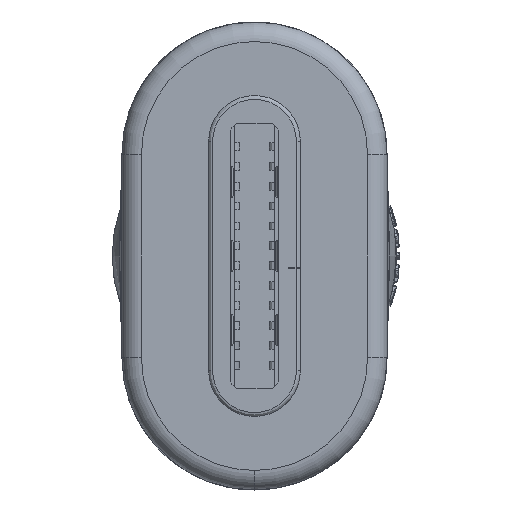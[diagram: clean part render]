
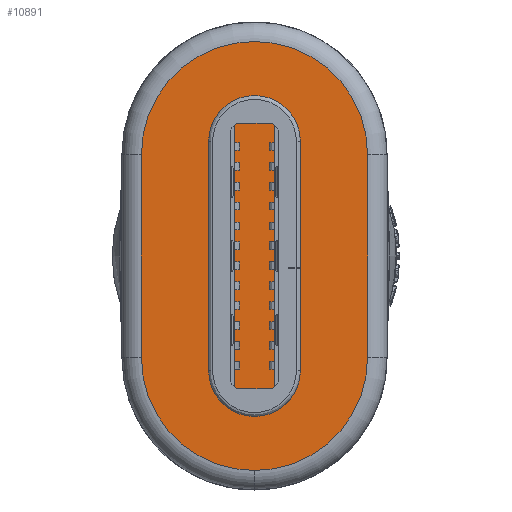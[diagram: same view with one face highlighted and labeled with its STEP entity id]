
A CAD part, left-side view. The second image highlights one B-rep face of the part: STEP entity #10891.
In plain terms, the highlighted planar face has unit normal (-1, 0, 0).
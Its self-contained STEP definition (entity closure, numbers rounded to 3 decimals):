
#98 = VECTOR ( 'NONE', #14861, 1000. ) ;
#208 = LINE ( 'NONE', #10820, #10935 ) ;
#304 = LINE ( 'NONE', #12507, #98 ) ;
#980 = DIRECTION ( 'NONE',  ( -1., 0., 0. ) ) ;
#1367 = EDGE_CURVE ( 'NONE', #10726, #13760, #304, .T. ) ;
#2768 = FACE_OUTER_BOUND ( 'NONE', #8476, .T. ) ;
#3086 = CARTESIAN_POINT ( 'NONE',  ( 0., -2.9, 2.6 ) ) ;
#3452 = EDGE_CURVE ( 'NONE', #13550, #15507, #208, .T. ) ;
#3597 = CARTESIAN_POINT ( 'NONE',  ( 0., 0., 2.6 ) ) ;
#3806 = EDGE_CURVE ( 'NONE', #13760, #15375, #3923, .T. ) ;
#3923 = CIRCLE ( 'NONE', #11958, 2.9 ) ;
#4034 = CARTESIAN_POINT ( 'NONE',  ( 0., 2.9, 2.6 ) ) ;
#4460 = DIRECTION ( 'NONE',  ( 0., 0., -1. ) ) ;
#4895 = AXIS2_PLACEMENT_3D ( 'NONE', #3597, #8300, #5958 ) ;
#5412 = PLANE ( 'NONE',  #14185 ) ;
#5958 = DIRECTION ( 'NONE',  ( 0., 0., -1. ) ) ;
#7574 = ORIENTED_EDGE ( 'NONE', *, *, #3806, .T. ) ;
#7620 = CARTESIAN_POINT ( 'NONE',  ( 0., 0., 2.6 ) ) ;
#7653 = CIRCLE ( 'NONE', #4895, 2.9 ) ;
#8300 = DIRECTION ( 'NONE',  ( -1., 0., 0. ) ) ;
#8476 = EDGE_LOOP ( 'NONE', ( #7574, #11761, #11530, #14240, #13720 ) ) ;
#9446 = CIRCLE ( 'NONE', #14486, 2.9 ) ;
#9800 = DIRECTION ( 'NONE',  ( 0., 0., 1. ) ) ;
#10726 = VERTEX_POINT ( 'NONE', #4034 ) ;
#10820 = CARTESIAN_POINT ( 'NONE',  ( 0., -2.9, 2.6 ) ) ;
#10832 = DIRECTION ( 'NONE',  ( 0., 0., -1. ) ) ;
#10891 = ADVANCED_FACE ( 'NONE', ( #2768 ), #5412, .F. ) ;
#10935 = VECTOR ( 'NONE', #9800, 1000. ) ;
#11530 = ORIENTED_EDGE ( 'NONE', *, *, #3452, .T. ) ;
#11761 = ORIENTED_EDGE ( 'NONE', *, *, #15068, .T. ) ;
#11958 = AXIS2_PLACEMENT_3D ( 'NONE', #14201, #980, #4460 ) ;
#12338 = DIRECTION ( 'NONE',  ( 0., 0., -1. ) ) ;
#12507 = CARTESIAN_POINT ( 'NONE',  ( 0., 2.9, 2.6 ) ) ;
#13324 = CARTESIAN_POINT ( 'NONE',  ( 0., 2.9, -2.6 ) ) ;
#13440 = DIRECTION ( 'NONE',  ( -1., 0., 0. ) ) ;
#13501 = CARTESIAN_POINT ( 'NONE',  ( 0., -2.9, -2.6 ) ) ;
#13550 = VERTEX_POINT ( 'NONE', #13501 ) ;
#13720 = ORIENTED_EDGE ( 'NONE', *, *, #1367, .T. ) ;
#13753 = DIRECTION ( 'NONE',  ( 1., 0., 0. ) ) ;
#13760 = VERTEX_POINT ( 'NONE', #13324 ) ;
#14085 = EDGE_CURVE ( 'NONE', #15507, #10726, #7653, .T. ) ;
#14185 = AXIS2_PLACEMENT_3D ( 'NONE', #7620, #13753, #12338 ) ;
#14201 = CARTESIAN_POINT ( 'NONE',  ( 0., 0., -2.6 ) ) ;
#14240 = ORIENTED_EDGE ( 'NONE', *, *, #14085, .T. ) ;
#14463 = CARTESIAN_POINT ( 'NONE',  ( 0., 0., -2.6 ) ) ;
#14486 = AXIS2_PLACEMENT_3D ( 'NONE', #14463, #13440, #10832 ) ;
#14861 = DIRECTION ( 'NONE',  ( 0., 0., -1. ) ) ;
#15068 = EDGE_CURVE ( 'NONE', #15375, #13550, #9446, .T. ) ;
#15230 = CARTESIAN_POINT ( 'NONE',  ( 0., 0., -5.5 ) ) ;
#15375 = VERTEX_POINT ( 'NONE', #15230 ) ;
#15507 = VERTEX_POINT ( 'NONE', #3086 ) ;
